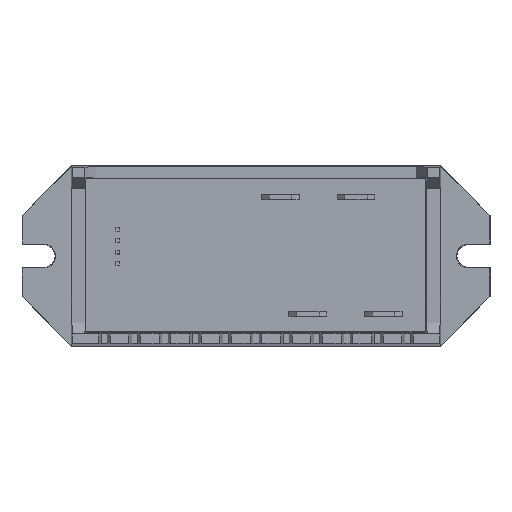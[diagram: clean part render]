
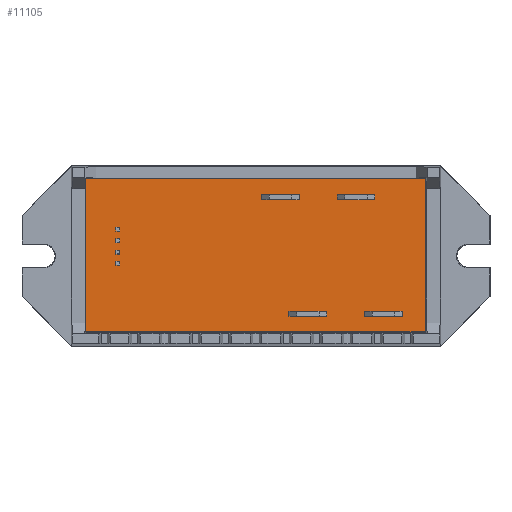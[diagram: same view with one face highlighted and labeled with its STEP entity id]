
A CAD part, top view. The second image highlights one B-rep face of the part: STEP entity #11105.
In plain terms, the highlighted planar face has unit normal (0, 0, 1).
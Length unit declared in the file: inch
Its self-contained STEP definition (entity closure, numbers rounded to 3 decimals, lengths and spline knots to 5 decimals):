
#6582 = CARTESIAN_POINT ( 'NONE',  ( -0.97538, 0.59549, 0.31284 ) ) ;
#6583 = DIRECTION ( 'NONE',  ( -1., 0., 0. ) ) ;
#6584 = CARTESIAN_POINT ( 'NONE',  ( 0.14492, 0.59549, 0.31284 ) ) ;
#6585 = LINE ( 'NONE', #6584, #6631 ) ;
#6587 = AXIS2_PLACEMENT_3D ( 'NONE', #6582, #6661, #6660 ) ;
#6595 = FACE_OUTER_BOUND ( 'NONE', #11160, .T. ) ;
#6614 = CARTESIAN_POINT ( 'NONE',  ( 1.26523, 0.59549, 0.31284 ) ) ;
#6630 = PLANE ( 'NONE',  #6587 ) ;
#6631 = VECTOR ( 'NONE', #6583, 39.37008 ) ;
#6660 = DIRECTION ( 'NONE',  ( 0., -1., 0. ) ) ;
#6661 = DIRECTION ( 'NONE',  ( 0., 0., 1. ) ) ;
#6663 = CARTESIAN_POINT ( 'NONE',  ( -0.97538, -0.41912, 0.31284 ) ) ;
#6694 = LINE ( 'NONE', #6700, #6699 ) ;
#6696 = LINE ( 'NONE', #6712, #6702 ) ;
#6698 = DIRECTION ( 'NONE',  ( 1., 0., 0. ) ) ;
#6699 = VECTOR ( 'NONE', #6698, 39.37008 ) ;
#6700 = CARTESIAN_POINT ( 'NONE',  ( 0.14492, -0.41912, 0.31284 ) ) ;
#6701 = DIRECTION ( 'NONE',  ( 0., 1., 0. ) ) ;
#6702 = VECTOR ( 'NONE', #6701, 39.37008 ) ;
#6703 = CARTESIAN_POINT ( 'NONE',  ( 1.26523, -0.41912, 0.31284 ) ) ;
#6712 = CARTESIAN_POINT ( 'NONE',  ( 1.26523, 0.08819, 0.31284 ) ) ;
#6736 = DIRECTION ( 'NONE',  ( 0., -1., 0. ) ) ;
#6737 = VECTOR ( 'NONE', #6736, 39.37008 ) ;
#6738 = CARTESIAN_POINT ( 'NONE',  ( -0.97538, 0.08819, 0.31284 ) ) ;
#6739 = LINE ( 'NONE', #6738, #6737 ) ;
#6874 = CARTESIAN_POINT ( 'NONE',  ( -0.97538, 0.59549, 0.31284 ) ) ;
#11103 = EDGE_CURVE ( 'NONE', #11107, #11188, #6585, .T. ) ;
#11105 = ADVANCED_FACE ( 'NONE', ( #6595 ), #6630, .T. ) ;
#11106 = VERTEX_POINT ( 'NONE', #6663 ) ;
#11107 = VERTEX_POINT ( 'NONE', #6614 ) ;
#11121 = ORIENTED_EDGE ( 'NONE', *, *, #11133, .T. ) ;
#11133 = EDGE_CURVE ( 'NONE', #11106, #11134, #6694, .T. ) ;
#11134 = VERTEX_POINT ( 'NONE', #6703 ) ;
#11140 = EDGE_CURVE ( 'NONE', #11134, #11107, #6696, .T. ) ;
#11142 = ORIENTED_EDGE ( 'NONE', *, *, #11143, .T. ) ;
#11143 = EDGE_CURVE ( 'NONE', #11188, #11106, #6739, .T. ) ;
#11160 = EDGE_LOOP ( 'NONE', ( #11161, #11192, #11142, #11121 ) ) ;
#11161 = ORIENTED_EDGE ( 'NONE', *, *, #11140, .T. ) ;
#11188 = VERTEX_POINT ( 'NONE', #6874 ) ;
#11192 = ORIENTED_EDGE ( 'NONE', *, *, #11103, .T. ) ;
